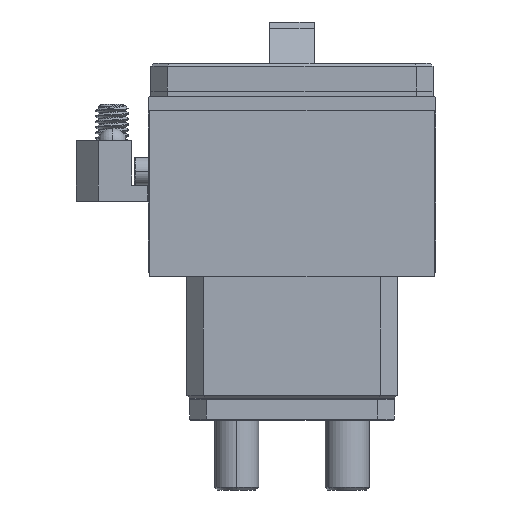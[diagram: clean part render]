
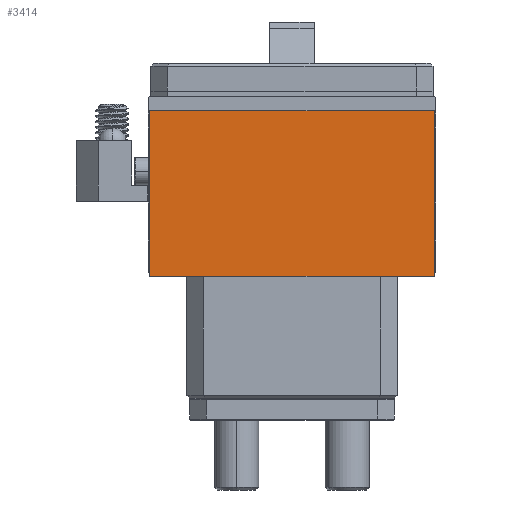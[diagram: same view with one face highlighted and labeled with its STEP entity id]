
A CAD part, left-side view. The second image highlights one B-rep face of the part: STEP entity #3414.
In plain terms, the highlighted planar face has unit normal (-1, 0, 0).
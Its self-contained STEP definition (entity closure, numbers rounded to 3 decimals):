
#815 = EDGE_CURVE ( 'NONE', #9410, #44974, #12443, .T. ) ;
#2074 = CARTESIAN_POINT ( 'NONE',  ( 0., 25.75, 30. ) ) ;
#3414 = ADVANCED_FACE ( 'NONE', ( #32270 ), #39613, .F. ) ;
#3561 = VECTOR ( 'NONE', #21970, 1000. ) ;
#4729 = CARTESIAN_POINT ( 'NONE',  ( 0., 25.75, 30. ) ) ;
#5868 = ORIENTED_EDGE ( 'NONE', *, *, #8107, .F. ) ;
#8107 = EDGE_CURVE ( 'NONE', #44974, #27090, #13629, .T. ) ;
#8734 = ORIENTED_EDGE ( 'NONE', *, *, #815, .F. ) ;
#9410 = VERTEX_POINT ( 'NONE', #2074 ) ;
#9884 = CARTESIAN_POINT ( 'NONE',  ( 0., 25.75, 30. ) ) ;
#10746 = VECTOR ( 'NONE', #48820, 1000. ) ;
#12443 = LINE ( 'NONE', #32925, #10746 ) ;
#13629 = LINE ( 'NONE', #37518, #32230 ) ;
#16011 = DIRECTION ( 'NONE',  ( 0., 0., -1. ) ) ;
#17919 = EDGE_LOOP ( 'NONE', ( #33296, #5868, #8734, #44876 ) ) ;
#18104 = VECTOR ( 'NONE', #40426, 1000. ) ;
#20672 = CARTESIAN_POINT ( 'NONE',  ( 0., -25.75, 0. ) ) ;
#20723 = DIRECTION ( 'NONE',  ( 1., 0., 0. ) ) ;
#21881 = AXIS2_PLACEMENT_3D ( 'NONE', #4729, #20723, #16011 ) ;
#21970 = DIRECTION ( 'NONE',  ( 0., 0., -1. ) ) ;
#22593 = VERTEX_POINT ( 'NONE', #30768 ) ;
#25392 = LINE ( 'NONE', #9884, #3561 ) ;
#27090 = VERTEX_POINT ( 'NONE', #20672 ) ;
#30768 = CARTESIAN_POINT ( 'NONE',  ( 0., 25.75, 0. ) ) ;
#32230 = VECTOR ( 'NONE', #49998, 1000. ) ;
#32270 = FACE_OUTER_BOUND ( 'NONE', #17919, .T. ) ;
#32925 = CARTESIAN_POINT ( 'NONE',  ( 0., 25.75, 30. ) ) ;
#33296 = ORIENTED_EDGE ( 'NONE', *, *, #49683, .T. ) ;
#37518 = CARTESIAN_POINT ( 'NONE',  ( 0., -25.75, 30. ) ) ;
#39613 = PLANE ( 'NONE',  #21881 ) ;
#40426 = DIRECTION ( 'NONE',  ( 0., -1., 0. ) ) ;
#40435 = CARTESIAN_POINT ( 'NONE',  ( 0., -25.75, 30. ) ) ;
#42453 = EDGE_CURVE ( 'NONE', #9410, #22593, #25392, .T. ) ;
#43570 = CARTESIAN_POINT ( 'NONE',  ( 0., 25.75, 0. ) ) ;
#44589 = LINE ( 'NONE', #43570, #18104 ) ;
#44876 = ORIENTED_EDGE ( 'NONE', *, *, #42453, .T. ) ;
#44974 = VERTEX_POINT ( 'NONE', #40435 ) ;
#48820 = DIRECTION ( 'NONE',  ( 0., -1., 0. ) ) ;
#49683 = EDGE_CURVE ( 'NONE', #22593, #27090, #44589, .T. ) ;
#49998 = DIRECTION ( 'NONE',  ( 0., 0., -1. ) ) ;
